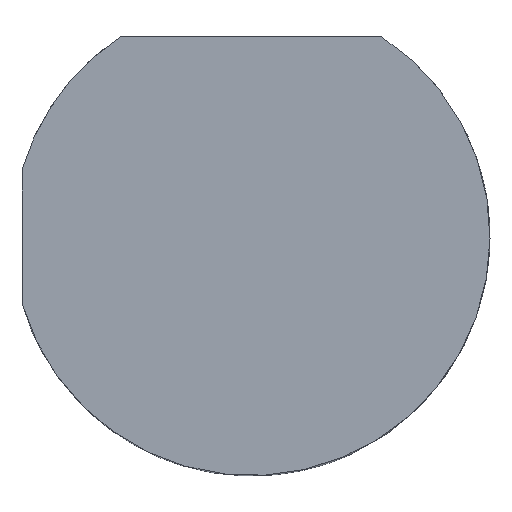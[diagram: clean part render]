
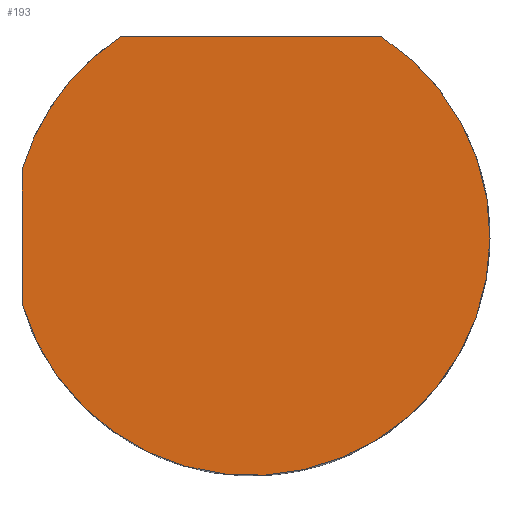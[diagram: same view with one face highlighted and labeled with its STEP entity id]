
A CAD part, top view. The second image highlights one B-rep face of the part: STEP entity #193.
In plain terms, the highlighted planar face has unit normal (0, 0, 1).
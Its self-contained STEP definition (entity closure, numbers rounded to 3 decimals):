
#144=CIRCLE('',#877,12.5);
#145=CIRCLE('',#880,12.5);
#193=ADVANCED_FACE('',(#254),#225,.T.);
#225=PLANE('',#888);
#254=FACE_OUTER_BOUND('',#286,.T.);
#286=EDGE_LOOP('',(#454,#455,#456,#457));
#454=ORIENTED_EDGE('',*,*,#649,.F.);
#455=ORIENTED_EDGE('',*,*,#655,.T.);
#456=ORIENTED_EDGE('',*,*,#645,.F.);
#457=ORIENTED_EDGE('',*,*,#660,.T.);
#574=VERTEX_POINT('',#1241);
#575=VERTEX_POINT('',#1243);
#578=VERTEX_POINT('',#1250);
#579=VERTEX_POINT('',#1252);
#645=EDGE_CURVE('',#574,#575,#728,.T.);
#649=EDGE_CURVE('',#578,#579,#732,.T.);
#655=EDGE_CURVE('',#578,#575,#144,.T.);
#660=EDGE_CURVE('',#574,#579,#145,.T.);
#728=LINE('',#1242,#770);
#732=LINE('',#1251,#774);
#770=VECTOR('',#972,1.);
#774=VECTOR('',#978,1.);
#877=AXIS2_PLACEMENT_3D('',#1267,#989,#990);
#880=AXIS2_PLACEMENT_3D('',#1288,#995,#996);
#888=AXIS2_PLACEMENT_3D('',#1418,#1019,#1020);
#972=DIRECTION('',(1.,0.,0.));
#978=DIRECTION('',(0.,1.,0.));
#989=DIRECTION('',(0.,0.,1.));
#990=DIRECTION('',(0.,1.,0.));
#995=DIRECTION('',(0.,0.,1.));
#996=DIRECTION('',(0.,1.,0.));
#1019=DIRECTION('',(0.,0.,1.));
#1020=DIRECTION('',(0.,1.,0.));
#1241=CARTESIAN_POINT('',(-6.782,10.5,0.));
#1242=CARTESIAN_POINT('',(0.,10.5,0.));
#1243=CARTESIAN_POINT('',(6.782,10.5,0.));
#1250=CARTESIAN_POINT('',(-12.,-3.5,0.));
#1251=CARTESIAN_POINT('',(-12.,0.,0.));
#1252=CARTESIAN_POINT('',(-12.,3.5,0.));
#1267=CARTESIAN_POINT('',(0.,0.,0.));
#1288=CARTESIAN_POINT('',(0.,0.,0.));
#1418=CARTESIAN_POINT('',(0.,0.,0.));
